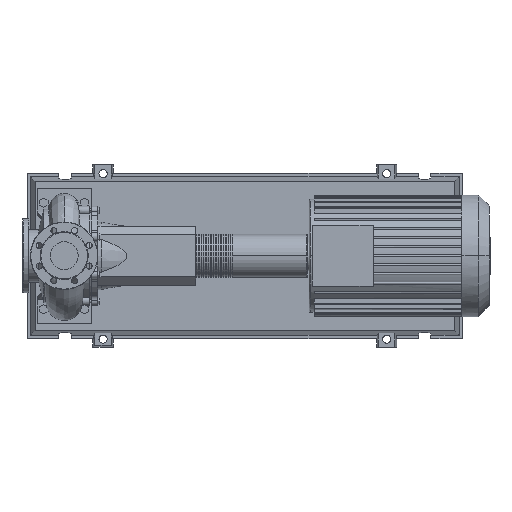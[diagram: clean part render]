
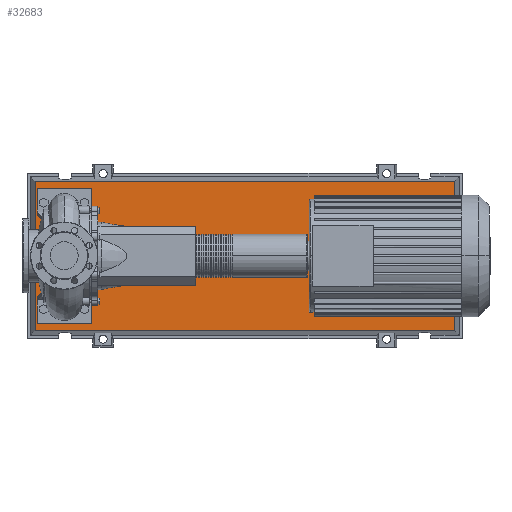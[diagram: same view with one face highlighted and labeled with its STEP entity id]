
A CAD part, top view. The second image highlights one B-rep face of the part: STEP entity #32683.
In plain terms, the highlighted planar face has unit normal (0, 0, 1).
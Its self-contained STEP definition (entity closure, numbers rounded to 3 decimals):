
#32364=CARTESIAN_POINT('',(1155.471,-220.471,103.0));
#32365=VERTEX_POINT('',#32364);
#32372=CARTESIAN_POINT('',(-85.471,-220.471,103.0));
#32373=VERTEX_POINT('',#32372);
#32374=CARTESIAN_POINT('',(1155.471,-220.471,103.0));
#32375=DIRECTION('',(-1.0,0.0,0.0));
#32376=VECTOR('',#32375,1240.941);
#32377=LINE('',#32374,#32376);
#32378=EDGE_CURVE('',#32365,#32373,#32377,.T.);
#32596=CARTESIAN_POINT('',(1155.471,220.471,103.0));
#32597=VERTEX_POINT('',#32596);
#32598=CARTESIAN_POINT('',(1155.471,220.471,103.0));
#32599=DIRECTION('',(0.0,-1.0,0.0));
#32600=VECTOR('',#32599,440.941);
#32601=LINE('',#32598,#32600);
#32602=EDGE_CURVE('',#32597,#32365,#32601,.T.);
#32620=CARTESIAN_POINT('',(-85.471,220.471,103.0));
#32621=VERTEX_POINT('',#32620);
#32622=CARTESIAN_POINT('',(-85.471,-220.471,103.0));
#32623=DIRECTION('',(0.0,1.0,0.0));
#32624=VECTOR('',#32623,440.941);
#32625=LINE('',#32622,#32624);
#32626=EDGE_CURVE('',#32373,#32621,#32625,.T.);
#32659=CARTESIAN_POINT('',(-85.471,220.471,103.0));
#32660=DIRECTION('',(1.0,0.0,0.0));
#32661=VECTOR('',#32660,1240.941);
#32662=LINE('',#32659,#32661);
#32663=EDGE_CURVE('',#32621,#32597,#32662,.T.);
#32672=CARTESIAN_POINT('',(535.,0.,103.0));
#32673=DIRECTION('',(0.0,0.0,1.0));
#32674=DIRECTION('',(1.0,0.0,0.0));
#32675=AXIS2_PLACEMENT_3D('',#32672,#32673,#32674);
#32676=PLANE('',#32675);
#32677=ORIENTED_EDGE('',*,*,#32602,.F.);
#32678=ORIENTED_EDGE('',*,*,#32663,.F.);
#32679=ORIENTED_EDGE('',*,*,#32626,.F.);
#32680=ORIENTED_EDGE('',*,*,#32378,.F.);
#32681=EDGE_LOOP('',(#32677,#32678,#32679,#32680));
#32682=FACE_OUTER_BOUND('',#32681,.T.);
#32683=ADVANCED_FACE('',(#32682),#32676,.T.);
